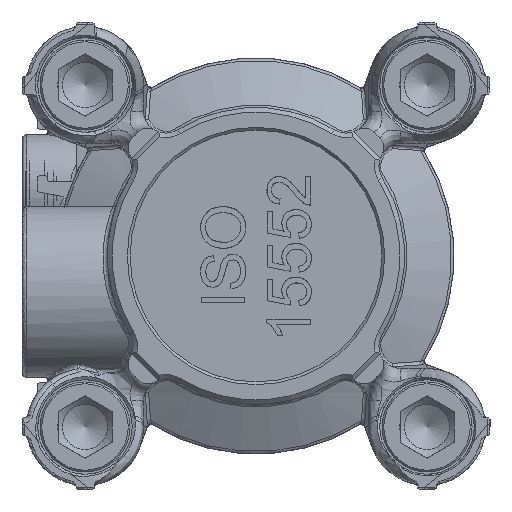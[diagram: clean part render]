
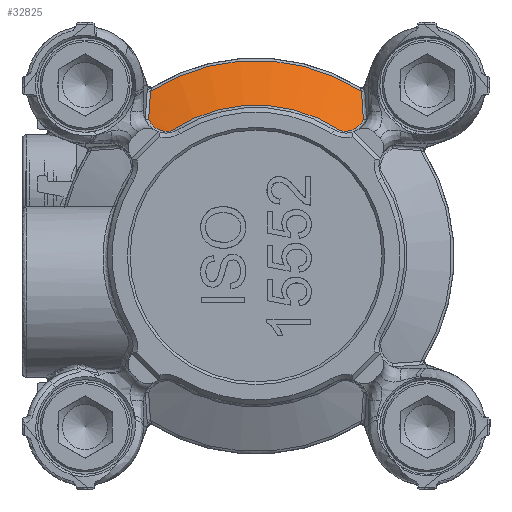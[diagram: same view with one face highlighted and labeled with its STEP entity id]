
A CAD part, front view. The second image highlights one B-rep face of the part: STEP entity #32825.
In plain terms, the highlighted conical face has half-angle 63.5 degrees and reference radius 21.723 mm.
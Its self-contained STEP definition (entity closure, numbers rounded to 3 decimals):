
#182 = B_SPLINE_CURVE_WITH_KNOTS ( 'NONE', 3,
 ( #62414, #64771, #92502, #93085, #83625, #48156, #29938, #18855, #84211, #109675, #65364, #36972, #81919, #74810, #2938, #20585, #38718, #74231, #109099, #55916, #100871, #1198, #56481, #3522, #57073, #20031, #39299 ),
 .UNSPECIFIED., .F., .F.,
 ( 4, 2, 1, 1, 2, 2, 2, 1, 1, 2, 2, 2, 1, 2, 2, 4 ),
 ( 0., 0.125, 0.188, 0.219, 0.234, 0.25, 0.375, 0.438, 0.469, 0.484, 0.5, 0.625, 0.688, 0.719, 0.75, 1. ),
 .UNSPECIFIED. ) ;
#1198 = CARTESIAN_POINT ( 'NONE',  ( 11.422, 23.061, 14.443 ) ) ;
#2938 = CARTESIAN_POINT ( 'NONE',  ( 10.855, 22.736, 14.059 ) ) ;
#3522 = CARTESIAN_POINT ( 'NONE',  ( 11.491, 23.109, 14.511 ) ) ;
#6372 = CIRCLE ( 'NONE', #72213, 16.777 ) ;
#6755 = CARTESIAN_POINT ( 'NONE',  ( -9.899, 22.359, 13.83 ) ) ;
#7090 = CARTESIAN_POINT ( 'NONE',  ( 0., 24.711, 0. ) ) ;
#7884 = CONICAL_SURFACE ( 'NONE', #64018, 21.723, 1.108 ) ;
#8148 = CIRCLE ( 'NONE', #21321, 21.723 ) ;
#8186 = CARTESIAN_POINT ( 'NONE',  ( -11.925, 23.494, 15.152 ) ) ;
#10080 = VERTEX_POINT ( 'NONE', #42476 ) ;
#10378 = CARTESIAN_POINT ( 'NONE',  ( -11.925, 23.494, 15.152 ) ) ;
#16183 = CARTESIAN_POINT ( 'NONE',  ( -11.552, 23.154, 14.577 ) ) ;
#18398 = VERTEX_POINT ( 'NONE', #96715 ) ;
#18855 = CARTESIAN_POINT ( 'NONE',  ( 10.14, 22.443, 13.86 ) ) ;
#20031 = CARTESIAN_POINT ( 'NONE',  ( 11.82, 23.369, 14.916 ) ) ;
#20585 = CARTESIAN_POINT ( 'NONE',  ( 10.884, 22.751, 14.073 ) ) ;
#21321 = AXIS2_PLACEMENT_3D ( 'NONE', #68584, #69710, #59648 ) ;
#23643 = CARTESIAN_POINT ( 'NONE',  ( 11.925, 23.494, 15.152 ) ) ;
#23867 = EDGE_LOOP ( 'NONE', ( #42387, #70149, #105606, #107000, #47995, #69251 ) ) ;
#26692 = CARTESIAN_POINT ( 'NONE',  ( -10.672, 22.648, 13.978 ) ) ;
#27863 = B_SPLINE_CURVE_WITH_KNOTS ( 'NONE', 3,
 ( #51434, #116359, #62024, #79220, #52603, #106432, #16183, #98718, #78626, #115199, #34889, #53786, #98127, #35472, #88052, #107556, #26692, #70370, #41988, #61456, #78047, #114042, #6755, #97551, #60299 ),
 .UNSPECIFIED., .F., .F.,
 ( 4, 2, 1, 2, 2, 2, 1, 2, 2, 2, 1, 2, 2, 4 ),
 ( 0., 0.125, 0.188, 0.219, 0.25, 0.375, 0.438, 0.469, 0.5, 0.625, 0.688, 0.719, 0.75, 1. ),
 .UNSPECIFIED. ) ;
#29938 = CARTESIAN_POINT ( 'NONE',  ( 10.106, 22.431, 13.857 ) ) ;
#31720 = B_SPLINE_CURVE_WITH_KNOTS ( 'NONE', 3,
 ( #116601, #34009, #97232, #8186 ),
 .UNSPECIFIED., .F., .F.,
 ( 4, 4 ),
 ( 0., 1. ),
 .UNSPECIFIED. ) ;
#32825 = ADVANCED_FACE ( 'NONE', ( #90142 ), #7884, .T. ) ;
#34009 = CARTESIAN_POINT ( 'NONE',  ( -11.796, 24.271, 17.193 ) ) ;
#34889 = CARTESIAN_POINT ( 'NONE',  ( -11.176, 22.907, 14.244 ) ) ;
#35472 = CARTESIAN_POINT ( 'NONE',  ( -10.965, 22.791, 14.114 ) ) ;
#36972 = CARTESIAN_POINT ( 'NONE',  ( 10.614, 22.624, 13.962 ) ) ;
#38718 = CARTESIAN_POINT ( 'NONE',  ( 10.9, 22.758, 14.081 ) ) ;
#38910 = CARTESIAN_POINT ( 'NONE',  ( 0., 22.245, 0. ) ) ;
#39269 = EDGE_CURVE ( 'NONE', #41433, #114775, #6372, .T. ) ;
#39299 = CARTESIAN_POINT ( 'NONE',  ( 11.925, 23.494, 15.152 ) ) ;
#40151 = EDGE_CURVE ( 'NONE', #18398, #48435, #31720, .T. ) ;
#41433 = VERTEX_POINT ( 'NONE', #105832 ) ;
#41807 = CARTESIAN_POINT ( 'NONE',  ( 11.796, 24.271, 17.193 ) ) ;
#41988 = CARTESIAN_POINT ( 'NONE',  ( -10.394, 22.534, 13.899 ) ) ;
#42387 = ORIENTED_EDGE ( 'NONE', *, *, #40151, .T. ) ;
#42476 = CARTESIAN_POINT ( 'NONE',  ( 11.721, 24.711, 18.289 ) ) ;
#42914 = DIRECTION ( 'NONE',  ( 0., 0., 1. ) ) ;
#43905 = VERTEX_POINT ( 'NONE', #84344 ) ;
#44596 = CARTESIAN_POINT ( 'NONE',  ( 11.864, 23.865, 16.148 ) ) ;
#47995 = ORIENTED_EDGE ( 'NONE', *, *, #110330, .T. ) ;
#48156 = CARTESIAN_POINT ( 'NONE',  ( 10.054, 22.414, 13.852 ) ) ;
#48435 = VERTEX_POINT ( 'NONE', #10378 ) ;
#51434 = CARTESIAN_POINT ( 'NONE',  ( -11.925, 23.494, 15.152 ) ) ;
#52603 = CARTESIAN_POINT ( 'NONE',  ( -11.652, 23.23, 14.695 ) ) ;
#53786 = CARTESIAN_POINT ( 'NONE',  ( -11.099, 22.863, 14.192 ) ) ;
#54094 = B_SPLINE_CURVE_WITH_KNOTS ( 'NONE', 3,
 ( #23643, #44596, #41807, #77873 ),
 .UNSPECIFIED., .F., .F.,
 ( 4, 4 ),
 ( 0., 1. ),
 .UNSPECIFIED. ) ;
#55916 = CARTESIAN_POINT ( 'NONE',  ( 11.279, 22.969, 14.319 ) ) ;
#56481 = CARTESIAN_POINT ( 'NONE',  ( 11.467, 23.092, 14.487 ) ) ;
#57073 = CARTESIAN_POINT ( 'NONE',  ( 11.68, 23.246, 14.711 ) ) ;
#59648 = DIRECTION ( 'NONE',  ( 0., 0., -1. ) ) ;
#60299 = CARTESIAN_POINT ( 'NONE',  ( -9.372, 22.245, 13.915 ) ) ;
#60510 = CARTESIAN_POINT ( 'NONE',  ( 9.372, 22.245, 13.915 ) ) ;
#61456 = CARTESIAN_POINT ( 'NONE',  ( -10.3, 22.498, 13.882 ) ) ;
#62024 = CARTESIAN_POINT ( 'NONE',  ( -11.811, 23.369, 14.924 ) ) ;
#62414 = CARTESIAN_POINT ( 'NONE',  ( 9.372, 22.245, 13.915 ) ) ;
#64018 = AXIS2_PLACEMENT_3D ( 'NONE', #7090, #78975, #42914 ) ;
#64548 = EDGE_CURVE ( 'NONE', #48435, #41433, #27863, .T. ) ;
#64771 = CARTESIAN_POINT ( 'NONE',  ( 9.503, 22.267, 13.882 ) ) ;
#65364 = CARTESIAN_POINT ( 'NONE',  ( 10.429, 22.546, 13.906 ) ) ;
#66131 = DIRECTION ( 'NONE',  ( 0., 0., 1. ) ) ;
#68584 = CARTESIAN_POINT ( 'NONE',  ( 0., 24.711, 0. ) ) ;
#69251 = ORIENTED_EDGE ( 'NONE', *, *, #77534, .F. ) ;
#69710 = DIRECTION ( 'NONE',  ( 0., 1., 0. ) ) ;
#70149 = ORIENTED_EDGE ( 'NONE', *, *, #64548, .T. ) ;
#70370 = CARTESIAN_POINT ( 'NONE',  ( -10.487, 22.571, 13.923 ) ) ;
#72213 = AXIS2_PLACEMENT_3D ( 'NONE', #38910, #111015, #66131 ) ;
#74231 = CARTESIAN_POINT ( 'NONE',  ( 11.024, 22.821, 14.144 ) ) ;
#74499 = EDGE_CURVE ( 'NONE', #114775, #43905, #182, .T. ) ;
#74810 = CARTESIAN_POINT ( 'NONE',  ( 10.81, 22.714, 14.038 ) ) ;
#77534 = EDGE_CURVE ( 'NONE', #18398, #10080, #8148, .T. ) ;
#77873 = CARTESIAN_POINT ( 'NONE',  ( 11.721, 24.711, 18.289 ) ) ;
#78047 = CARTESIAN_POINT ( 'NONE',  ( -10.236, 22.475, 13.871 ) ) ;
#78626 = CARTESIAN_POINT ( 'NONE',  ( -11.421, 23.059, 14.439 ) ) ;
#78975 = DIRECTION ( 'NONE',  ( 0., 1., 0. ) ) ;
#79220 = CARTESIAN_POINT ( 'NONE',  ( -11.707, 23.277, 14.769 ) ) ;
#81919 = CARTESIAN_POINT ( 'NONE',  ( 10.705, 22.665, 13.994 ) ) ;
#83625 = CARTESIAN_POINT ( 'NONE',  ( 9.936, 22.377, 13.846 ) ) ;
#84211 = CARTESIAN_POINT ( 'NONE',  ( 10.158, 22.449, 13.862 ) ) ;
#84344 = CARTESIAN_POINT ( 'NONE',  ( 11.925, 23.494, 15.152 ) ) ;
#88052 = CARTESIAN_POINT ( 'NONE',  ( -10.939, 22.778, 14.101 ) ) ;
#90142 = FACE_OUTER_BOUND ( 'NONE', #23867, .T. ) ;
#92502 = CARTESIAN_POINT ( 'NONE',  ( 9.635, 22.296, 13.86 ) ) ;
#93085 = CARTESIAN_POINT ( 'NONE',  ( 9.835, 22.348, 13.848 ) ) ;
#96715 = CARTESIAN_POINT ( 'NONE',  ( -11.721, 24.711, 18.289 ) ) ;
#97232 = CARTESIAN_POINT ( 'NONE',  ( -11.864, 23.865, 16.148 ) ) ;
#97551 = CARTESIAN_POINT ( 'NONE',  ( -9.634, 22.29, 13.848 ) ) ;
#98127 = CARTESIAN_POINT ( 'NONE',  ( -11.019, 22.82, 14.145 ) ) ;
#98718 = CARTESIAN_POINT ( 'NONE',  ( -11.532, 23.139, 14.555 ) ) ;
#100871 = CARTESIAN_POINT ( 'NONE',  ( 11.352, 23.014, 14.379 ) ) ;
#105606 = ORIENTED_EDGE ( 'NONE', *, *, #39269, .T. ) ;
#105832 = CARTESIAN_POINT ( 'NONE',  ( -9.372, 22.245, 13.915 ) ) ;
#106432 = CARTESIAN_POINT ( 'NONE',  ( -11.592, 23.184, 14.624 ) ) ;
#107000 = ORIENTED_EDGE ( 'NONE', *, *, #74499, .T. ) ;
#107556 = CARTESIAN_POINT ( 'NONE',  ( -10.792, 22.704, 14.026 ) ) ;
#109099 = CARTESIAN_POINT ( 'NONE',  ( 11.13, 22.879, 14.208 ) ) ;
#109675 = CARTESIAN_POINT ( 'NONE',  ( 10.303, 22.498, 13.88 ) ) ;
#110330 = EDGE_CURVE ( 'NONE', #43905, #10080, #54094, .T. ) ;
#111015 = DIRECTION ( 'NONE',  ( 0., 1., 0. ) ) ;
#114042 = CARTESIAN_POINT ( 'NONE',  ( -10.207, 22.465, 13.867 ) ) ;
#114775 = VERTEX_POINT ( 'NONE', #60510 ) ;
#115199 = CARTESIAN_POINT ( 'NONE',  ( -11.326, 22.997, 14.355 ) ) ;
#116359 = CARTESIAN_POINT ( 'NONE',  ( -11.873, 23.432, 15.034 ) ) ;
#116601 = CARTESIAN_POINT ( 'NONE',  ( -11.721, 24.711, 18.289 ) ) ;
